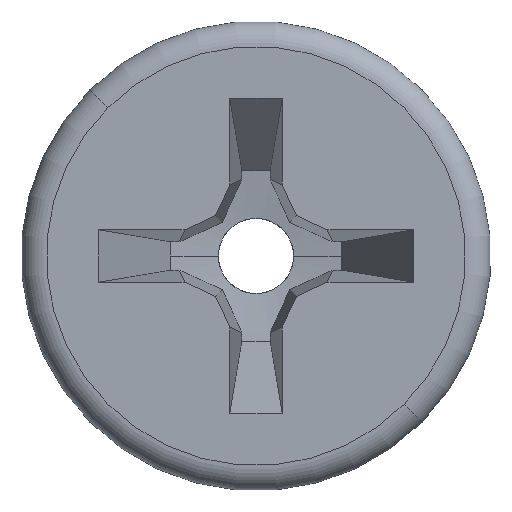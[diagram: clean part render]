
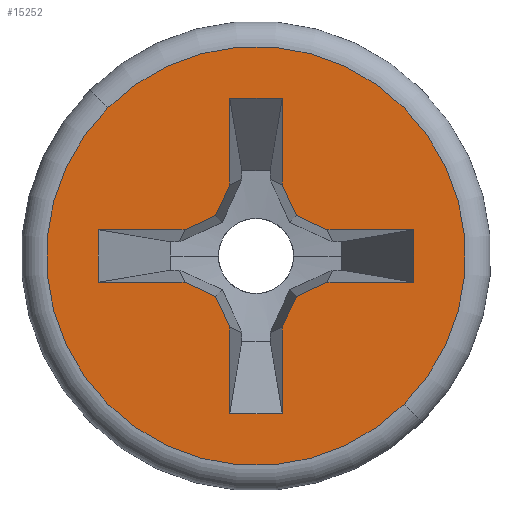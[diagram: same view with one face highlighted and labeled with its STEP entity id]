
A CAD part, left-side view. The second image highlights one B-rep face of the part: STEP entity #15252.
In plain terms, the highlighted planar face has unit normal (-1, 0, 0).
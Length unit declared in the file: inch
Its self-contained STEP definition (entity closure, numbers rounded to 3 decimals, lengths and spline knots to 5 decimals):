
#7925=CARTESIAN_POINT('',(0.,0.,0.));
#7926=DIRECTION('',(-1.,0.,0.));
#7927=DIRECTION('',(0.,1.,0.));
#7928=AXIS2_PLACEMENT_3D('',#7925,#7926,#7927);
#7930=CARTESIAN_POINT('',(0.,0.,0.));
#7931=DIRECTION('',(1.,0.,0.));
#7932=DIRECTION('',(0.,1.,0.));
#7933=AXIS2_PLACEMENT_3D('',#7930,#7931,#7932);
#7935=DIRECTION('',(0.,-0.707,-0.707));
#7936=VECTOR('',#7935,0.028);
#7937=CARTESIAN_POINT('',(0.,0.0693,-0.0495));
#7938=LINE('',#7937,#7936);
#7939=DIRECTION('',(0.,0.707,-0.707));
#7940=VECTOR('',#7939,0.04624);
#7941=CARTESIAN_POINT('',(0.,0.0168,-0.0366));
#7942=LINE('',#7941,#7940);
#7943=DIRECTION('',(0.,0.94,-0.342));
#7944=VECTOR('',#7943,0.01788);
#7945=CARTESIAN_POINT('',(0.,0.,-0.03048));
#7946=LINE('',#7945,#7944);
#7947=DIRECTION('',(0.,0.94,0.342));
#7948=VECTOR('',#7947,0.01788);
#7949=CARTESIAN_POINT('',(0.,-0.0168,-0.0366));
#7950=LINE('',#7949,#7948);
#7951=DIRECTION('',(0.,-0.707,-0.707));
#7952=VECTOR('',#7951,0.04624);
#7953=CARTESIAN_POINT('',(0.,-0.0168,-0.0366));
#7954=LINE('',#7953,#7952);
#7955=DIRECTION('',(0.,0.707,-0.707));
#7956=VECTOR('',#7955,0.028);
#7957=CARTESIAN_POINT('',(0.,-0.0693,-0.0495));
#7958=LINE('',#7957,#7956);
#7959=DIRECTION('',(0.,-0.707,-0.707));
#7960=VECTOR('',#7959,0.04624);
#7961=CARTESIAN_POINT('',(0.,-0.0366,-0.0168));
#7962=LINE('',#7961,#7960);
#7963=DIRECTION('',(0.,-0.342,-0.94));
#7964=VECTOR('',#7963,0.01788);
#7965=CARTESIAN_POINT('',(0.,-0.03048,0.));
#7966=LINE('',#7965,#7964);
#7967=DIRECTION('',(0.,0.342,-0.94));
#7968=VECTOR('',#7967,0.01788);
#7969=CARTESIAN_POINT('',(0.,-0.0366,0.0168));
#7970=LINE('',#7969,#7968);
#7971=DIRECTION('',(0.,0.707,-0.707));
#7972=VECTOR('',#7971,0.04624);
#7973=CARTESIAN_POINT('',(0.,-0.0693,0.0495));
#7974=LINE('',#7973,#7972);
#7975=DIRECTION('',(0.,-0.707,-0.707));
#7976=VECTOR('',#7975,0.028);
#7977=CARTESIAN_POINT('',(0.,-0.0495,0.0693));
#7978=LINE('',#7977,#7976);
#7979=DIRECTION('',(0.,0.707,-0.707));
#7980=VECTOR('',#7979,0.04624);
#7981=CARTESIAN_POINT('',(0.,-0.0495,0.0693));
#7982=LINE('',#7981,#7980);
#7983=DIRECTION('',(0.,-0.94,0.342));
#7984=VECTOR('',#7983,0.01788);
#7985=CARTESIAN_POINT('',(0.,0.,0.03048));
#7986=LINE('',#7985,#7984);
#7987=DIRECTION('',(0.,-0.94,-0.342));
#7988=VECTOR('',#7987,0.01788);
#7989=CARTESIAN_POINT('',(0.,0.0168,0.0366));
#7990=LINE('',#7989,#7988);
#7991=DIRECTION('',(0.,-0.707,-0.707));
#7992=VECTOR('',#7991,0.04624);
#7993=CARTESIAN_POINT('',(0.,0.0495,0.0693));
#7994=LINE('',#7993,#7992);
#7995=DIRECTION('',(0.,0.707,-0.707));
#7996=VECTOR('',#7995,0.028);
#7997=CARTESIAN_POINT('',(0.,0.0495,0.0693));
#7998=LINE('',#7997,#7996);
#7999=DIRECTION('',(0.,-0.707,-0.707));
#8000=VECTOR('',#7999,0.04624);
#8001=CARTESIAN_POINT('',(0.,0.0693,0.0495));
#8002=LINE('',#8001,#8000);
#8003=DIRECTION('',(0.,0.342,0.94));
#8004=VECTOR('',#8003,0.01788);
#8005=CARTESIAN_POINT('',(0.,0.03048,0.));
#8006=LINE('',#8005,#8004);
#8007=DIRECTION('',(0.,-0.342,0.94));
#8008=VECTOR('',#8007,0.01788);
#8009=CARTESIAN_POINT('',(0.,0.0366,-0.0168));
#8010=LINE('',#8009,#8008);
#8011=DIRECTION('',(0.,0.707,-0.707));
#8012=VECTOR('',#8011,0.04624);
#8013=CARTESIAN_POINT('',(0.,0.0366,-0.0168));
#8014=LINE('',#8013,#8012);
#9673=CARTESIAN_POINT('',(0.,0.0693,-0.0495));
#9674=CARTESIAN_POINT('',(0.,0.0495,-0.0693));
#9675=VERTEX_POINT('',#9673);
#9676=VERTEX_POINT('',#9674);
#9677=CARTESIAN_POINT('',(0.,0.0366,-0.0168));
#9678=VERTEX_POINT('',#9677);
#9679=CARTESIAN_POINT('',(0.,0.03048,0.));
#9680=VERTEX_POINT('',#9679);
#9681=CARTESIAN_POINT('',(0.,0.0366,0.0168));
#9682=VERTEX_POINT('',#9681);
#9683=CARTESIAN_POINT('',(0.,0.0693,0.0495));
#9684=VERTEX_POINT('',#9683);
#9685=CARTESIAN_POINT('',(0.,0.0495,0.0693));
#9686=VERTEX_POINT('',#9685);
#9687=CARTESIAN_POINT('',(0.,0.0168,0.0366));
#9688=VERTEX_POINT('',#9687);
#9689=CARTESIAN_POINT('',(0.,0.,0.03048));
#9690=VERTEX_POINT('',#9689);
#9691=CARTESIAN_POINT('',(0.,-0.0168,0.0366));
#9692=VERTEX_POINT('',#9691);
#9693=CARTESIAN_POINT('',(0.,-0.0495,0.0693));
#9694=VERTEX_POINT('',#9693);
#9695=CARTESIAN_POINT('',(0.,-0.0693,0.0495));
#9696=VERTEX_POINT('',#9695);
#9697=CARTESIAN_POINT('',(0.,-0.0366,0.0168));
#9698=VERTEX_POINT('',#9697);
#9699=CARTESIAN_POINT('',(0.,-0.03048,0.));
#9700=VERTEX_POINT('',#9699);
#9701=CARTESIAN_POINT('',(0.,-0.0366,-0.0168));
#9702=VERTEX_POINT('',#9701);
#9703=CARTESIAN_POINT('',(0.,-0.0693,-0.0495));
#9704=VERTEX_POINT('',#9703);
#9705=CARTESIAN_POINT('',(0.,-0.0495,-0.0693));
#9706=VERTEX_POINT('',#9705);
#9707=CARTESIAN_POINT('',(0.,-0.0168,-0.0366));
#9708=VERTEX_POINT('',#9707);
#9709=CARTESIAN_POINT('',(0.,0.,-0.03048));
#9710=VERTEX_POINT('',#9709);
#9711=CARTESIAN_POINT('',(0.,0.0168,-0.0366));
#9712=VERTEX_POINT('',#9711);
#9767=CARTESIAN_POINT('',(0.,0.11148,0.));
#9768=VERTEX_POINT('',#9767);
#9769=CARTESIAN_POINT('',(0.,-0.11148,0.));
#9770=VERTEX_POINT('',#9769);
#15219=CARTESIAN_POINT('',(0.,0.,0.));
#15220=DIRECTION('',(1.,0.,0.));
#15221=DIRECTION('',(0.,-1.,0.));
#15222=AXIS2_PLACEMENT_3D('',#15219,#15220,#15221);
#15223=PLANE('',#15222);
#15225=ORIENTED_EDGE('',*,*,#15224,.F.);
#15227=ORIENTED_EDGE('',*,*,#15226,.T.);
#15228=EDGE_LOOP('',(#15225,#15227));
#15229=FACE_OUTER_BOUND('',#15228,.F.);
#15230=ORIENTED_EDGE('',*,*,#15040,.T.);
#15231=ORIENTED_EDGE('',*,*,#15054,.F.);
#15232=ORIENTED_EDGE('',*,*,#15080,.F.);
#15233=ORIENTED_EDGE('',*,*,#15106,.F.);
#15234=ORIENTED_EDGE('',*,*,#15120,.T.);
#15235=ORIENTED_EDGE('',*,*,#15134,.F.);
#15236=ORIENTED_EDGE('',*,*,#15148,.F.);
#15237=ORIENTED_EDGE('',*,*,#15174,.F.);
#15238=ORIENTED_EDGE('',*,*,#15200,.F.);
#15239=ORIENTED_EDGE('',*,*,#15213,.F.);
#15240=ORIENTED_EDGE('',*,*,#14849,.F.);
#15241=ORIENTED_EDGE('',*,*,#14865,.T.);
#15242=ORIENTED_EDGE('',*,*,#14891,.F.);
#15243=ORIENTED_EDGE('',*,*,#14917,.F.);
#15244=ORIENTED_EDGE('',*,*,#14931,.F.);
#15245=ORIENTED_EDGE('',*,*,#14945,.T.);
#15246=ORIENTED_EDGE('',*,*,#14959,.T.);
#15247=ORIENTED_EDGE('',*,*,#14985,.F.);
#15248=ORIENTED_EDGE('',*,*,#15011,.F.);
#15249=ORIENTED_EDGE('',*,*,#15025,.T.);
#15250=EDGE_LOOP('',(#15230,#15231,#15232,#15233,#15234,#15235,#15236,#15237,
#15238,#15239,#15240,#15241,#15242,#15243,#15244,#15245,#15246,#15247,#15248,
#15249));
#15251=FACE_BOUND('',#15250,.F.);
#7929=CIRCLE('',#7928,0.11148);
#7934=CIRCLE('',#7933,0.11148);
#14849=EDGE_CURVE('',#9694,#9696,#7978,.T.);
#14865=EDGE_CURVE('',#9694,#9692,#7982,.T.);
#14891=EDGE_CURVE('',#9690,#9692,#7986,.T.);
#14917=EDGE_CURVE('',#9688,#9690,#7990,.T.);
#14931=EDGE_CURVE('',#9686,#9688,#7994,.T.);
#14945=EDGE_CURVE('',#9686,#9684,#7998,.T.);
#14959=EDGE_CURVE('',#9684,#9682,#8002,.T.);
#14985=EDGE_CURVE('',#9680,#9682,#8006,.T.);
#15011=EDGE_CURVE('',#9678,#9680,#8010,.T.);
#15025=EDGE_CURVE('',#9678,#9675,#8014,.T.);
#15040=EDGE_CURVE('',#9675,#9676,#7938,.T.);
#15054=EDGE_CURVE('',#9712,#9676,#7942,.T.);
#15080=EDGE_CURVE('',#9710,#9712,#7946,.T.);
#15106=EDGE_CURVE('',#9708,#9710,#7950,.T.);
#15120=EDGE_CURVE('',#9708,#9706,#7954,.T.);
#15134=EDGE_CURVE('',#9704,#9706,#7958,.T.);
#15148=EDGE_CURVE('',#9702,#9704,#7962,.T.);
#15174=EDGE_CURVE('',#9700,#9702,#7966,.T.);
#15200=EDGE_CURVE('',#9698,#9700,#7970,.T.);
#15213=EDGE_CURVE('',#9696,#9698,#7974,.T.);
#15224=EDGE_CURVE('',#9768,#9770,#7929,.T.);
#15226=EDGE_CURVE('',#9768,#9770,#7934,.T.);
#15252=ADVANCED_FACE('',(#15229,#15251),#15223,.F.);
